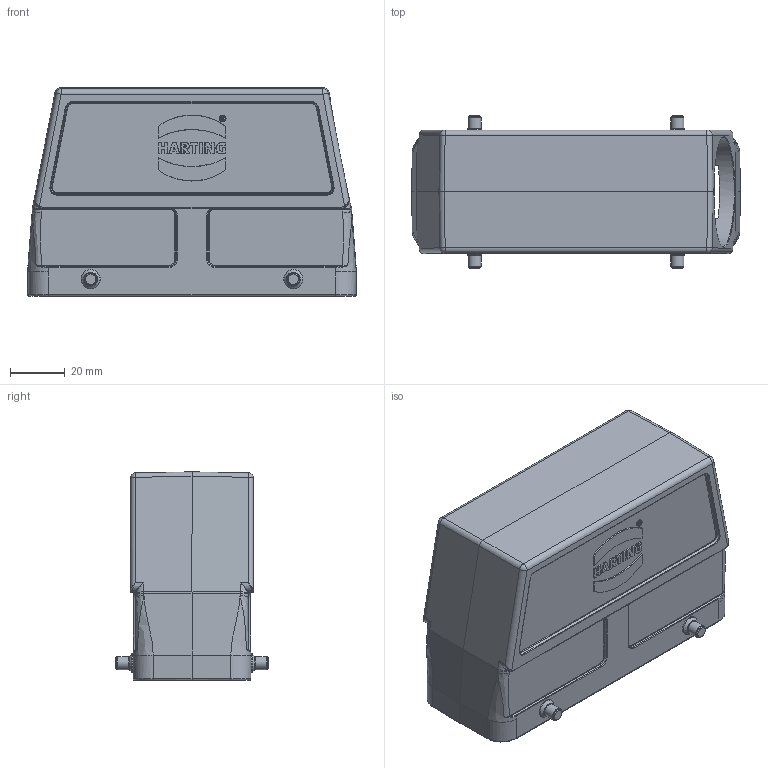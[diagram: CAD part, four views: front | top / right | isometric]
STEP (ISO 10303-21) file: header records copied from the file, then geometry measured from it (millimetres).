
FILE_DESCRIPTION(/* description */ (''),/* implementation_level */ '2;1');
FILE_NAME(/* name */ '100110727ugm000_c.stp',/* time_stamp */ '2017-10-30T09:10:40+01:00',/* author */ (''),/* organization */ (''),/* preprocessor_version */ 'ST-DEVELOPER v16',/* originating_system */ 'SIEMENS PLM Software NX 10.0',/* authorisation */ '');
FILE_SCHEMA (('AUTOMOTIVE_DESIGN { 1 0 10303 214 3 1 1 1 }'));
Length unit declared in the file: millimetre
Products named in the file (1): 100110727ugm000_c
Bounding box: 120 x 55.6 x 76 mm (x, y, z)
Volume: 94906 mm3; surface area: 51718.1 mm2
Topology: 1 solids, 1 shells, 521 faces, 1269 edges, 767 vertices
Faces by surface type: plane 177, cylinder 140, bspline 88, torus 62, cone 48, sphere 6
Full cylindrical faces by diameter (mm): 3 x4, 4 x4, 4.8 x4, 7 x4, 40 x1
Entity records: 20850 total; most frequent: CARTESIAN_POINT 5714, ORIENTED_EDGE 2378, DIRECTION 2322, EDGE_CURVE 1189, AXIS2_PLACEMENT_3D 895, VERTEX_POINT 749, EDGE_LOOP 598, LINE 532
